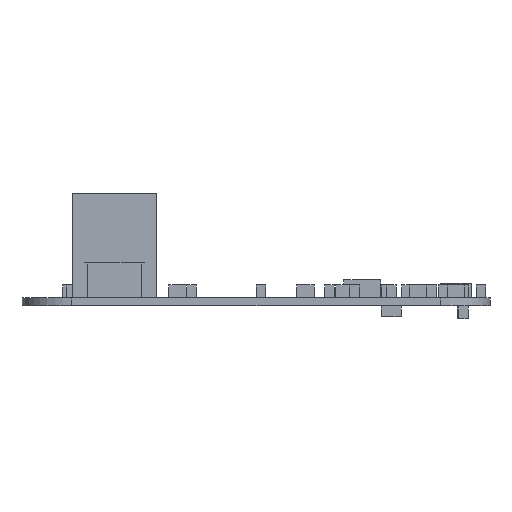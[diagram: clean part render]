
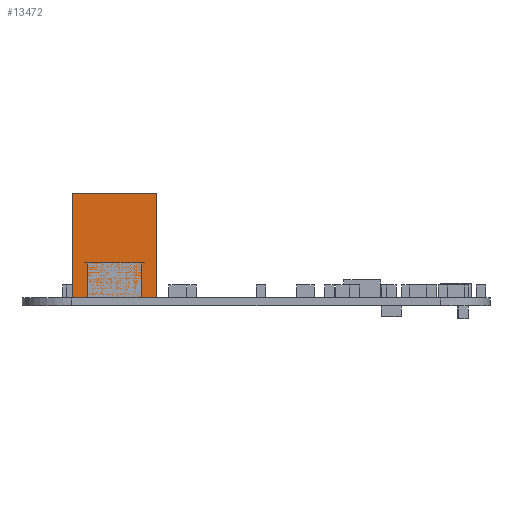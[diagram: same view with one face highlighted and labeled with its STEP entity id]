
A CAD part, left-side view. The second image highlights one B-rep face of the part: STEP entity #13472.
In plain terms, the highlighted planar face has unit normal (-1, 0, 0).
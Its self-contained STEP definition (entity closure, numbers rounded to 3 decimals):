
#13209 = EDGE_CURVE('',#13210,#13212,#13214,.T.);
#13210 = VERTEX_POINT('',#13211);
#13211 = CARTESIAN_POINT('',(-4.25,4.249,0.));
#13212 = VERTEX_POINT('',#13213);
#13213 = CARTESIAN_POINT('',(-4.25,4.249,10.5));
#13214 = SURFACE_CURVE('',#13215,(#13219,#13231),.PCURVE_S1.);
#13215 = LINE('',#13216,#13217);
#13216 = CARTESIAN_POINT('',(-4.25,4.249,0.));
#13217 = VECTOR('',#13218,1.);
#13218 = DIRECTION('',(0.,0.,1.));
#13219 = PCURVE('',#13220,#13225);
#13220 = PLANE('',#13221);
#13221 = AXIS2_PLACEMENT_3D('',#13222,#13223,#13224);
#13222 = CARTESIAN_POINT('',(-4.25,4.249,0.));
#13223 = DIRECTION('',(0.,1.,0.));
#13224 = DIRECTION('',(1.,0.,0.));
#13225 = DEFINITIONAL_REPRESENTATION('',(#13226),#13230);
#13226 = LINE('',#13227,#13228);
#13227 = CARTESIAN_POINT('',(0.,0.));
#13228 = VECTOR('',#13229,1.);
#13229 = DIRECTION('',(0.,-1.));
#13230 = ( GEOMETRIC_REPRESENTATION_CONTEXT(2) 
PARAMETRIC_REPRESENTATION_CONTEXT() REPRESENTATION_CONTEXT('2D SPACE',''
  ) );
#13231 = PCURVE('',#13232,#13237);
#13232 = PLANE('',#13233);
#13233 = AXIS2_PLACEMENT_3D('',#13234,#13235,#13236);
#13234 = CARTESIAN_POINT('',(-4.25,-4.249,0.));
#13235 = DIRECTION('',(-1.,0.,0.));
#13236 = DIRECTION('',(0.,1.,0.));
#13237 = DEFINITIONAL_REPRESENTATION('',(#13238),#13242);
#13238 = LINE('',#13239,#13240);
#13239 = CARTESIAN_POINT('',(8.497,0.));
#13240 = VECTOR('',#13241,1.);
#13241 = DIRECTION('',(0.,-1.));
#13242 = ( GEOMETRIC_REPRESENTATION_CONTEXT(2) 
PARAMETRIC_REPRESENTATION_CONTEXT() REPRESENTATION_CONTEXT('2D SPACE',''
  ) );
#13260 = PLANE('',#13261);
#13261 = AXIS2_PLACEMENT_3D('',#13262,#13263,#13264);
#13262 = CARTESIAN_POINT('',(-4.25,4.249,10.5));
#13263 = DIRECTION('',(0.,0.,1.));
#13264 = DIRECTION('',(1.,0.,0.));
#13314 = PLANE('',#13315);
#13315 = AXIS2_PLACEMENT_3D('',#13316,#13317,#13318);
#13316 = CARTESIAN_POINT('',(-4.25,4.249,0.));
#13317 = DIRECTION('',(0.,0.,1.));
#13318 = DIRECTION('',(1.,0.,0.));
#13369 = PLANE('',#13370);
#13370 = AXIS2_PLACEMENT_3D('',#13371,#13372,#13373);
#13371 = CARTESIAN_POINT('',(4.25,-4.249,0.));
#13372 = DIRECTION('',(0.,-1.,0.));
#13373 = DIRECTION('',(-1.,0.,0.));
#13407 = VERTEX_POINT('',#13408);
#13408 = CARTESIAN_POINT('',(-4.25,-4.249,10.5));
#13429 = EDGE_CURVE('',#13430,#13407,#13432,.T.);
#13430 = VERTEX_POINT('',#13431);
#13431 = CARTESIAN_POINT('',(-4.25,-4.249,0.));
#13432 = SURFACE_CURVE('',#13433,(#13437,#13444),.PCURVE_S1.);
#13433 = LINE('',#13434,#13435);
#13434 = CARTESIAN_POINT('',(-4.25,-4.249,0.));
#13435 = VECTOR('',#13436,1.);
#13436 = DIRECTION('',(0.,0.,1.));
#13437 = PCURVE('',#13369,#13438);
#13438 = DEFINITIONAL_REPRESENTATION('',(#13439),#13443);
#13439 = LINE('',#13440,#13441);
#13440 = CARTESIAN_POINT('',(8.5,0.));
#13441 = VECTOR('',#13442,1.);
#13442 = DIRECTION('',(0.,-1.));
#13443 = ( GEOMETRIC_REPRESENTATION_CONTEXT(2) 
PARAMETRIC_REPRESENTATION_CONTEXT() REPRESENTATION_CONTEXT('2D SPACE',''
  ) );
#13444 = PCURVE('',#13232,#13445);
#13445 = DEFINITIONAL_REPRESENTATION('',(#13446),#13450);
#13446 = LINE('',#13447,#13448);
#13447 = CARTESIAN_POINT('',(0.,0.));
#13448 = VECTOR('',#13449,1.);
#13449 = DIRECTION('',(0.,-1.));
#13450 = ( GEOMETRIC_REPRESENTATION_CONTEXT(2) 
PARAMETRIC_REPRESENTATION_CONTEXT() REPRESENTATION_CONTEXT('2D SPACE',''
  ) );
#13472 = ADVANCED_FACE('',(#13473),#13232,.T.);
#13473 = FACE_BOUND('',#13474,.T.);
#13474 = EDGE_LOOP('',(#13475,#13476,#13497,#13498));
#13475 = ORIENTED_EDGE('',*,*,#13429,.T.);
#13476 = ORIENTED_EDGE('',*,*,#13477,.T.);
#13477 = EDGE_CURVE('',#13407,#13212,#13478,.T.);
#13478 = SURFACE_CURVE('',#13479,(#13483,#13490),.PCURVE_S1.);
#13479 = LINE('',#13480,#13481);
#13480 = CARTESIAN_POINT('',(-4.25,-4.249,10.5));
#13481 = VECTOR('',#13482,1.);
#13482 = DIRECTION('',(0.,1.,0.));
#13483 = PCURVE('',#13232,#13484);
#13484 = DEFINITIONAL_REPRESENTATION('',(#13485),#13489);
#13485 = LINE('',#13486,#13487);
#13486 = CARTESIAN_POINT('',(0.,-10.5));
#13487 = VECTOR('',#13488,1.);
#13488 = DIRECTION('',(1.,0.));
#13489 = ( GEOMETRIC_REPRESENTATION_CONTEXT(2) 
PARAMETRIC_REPRESENTATION_CONTEXT() REPRESENTATION_CONTEXT('2D SPACE',''
  ) );
#13490 = PCURVE('',#13260,#13491);
#13491 = DEFINITIONAL_REPRESENTATION('',(#13492),#13496);
#13492 = LINE('',#13493,#13494);
#13493 = CARTESIAN_POINT('',(0.,-8.497));
#13494 = VECTOR('',#13495,1.);
#13495 = DIRECTION('',(0.,1.));
#13496 = ( GEOMETRIC_REPRESENTATION_CONTEXT(2) 
PARAMETRIC_REPRESENTATION_CONTEXT() REPRESENTATION_CONTEXT('2D SPACE',''
  ) );
#13497 = ORIENTED_EDGE('',*,*,#13209,.F.);
#13498 = ORIENTED_EDGE('',*,*,#13499,.F.);
#13499 = EDGE_CURVE('',#13430,#13210,#13500,.T.);
#13500 = SURFACE_CURVE('',#13501,(#13505,#13512),.PCURVE_S1.);
#13501 = LINE('',#13502,#13503);
#13502 = CARTESIAN_POINT('',(-4.25,-4.249,0.));
#13503 = VECTOR('',#13504,1.);
#13504 = DIRECTION('',(0.,1.,0.));
#13505 = PCURVE('',#13232,#13506);
#13506 = DEFINITIONAL_REPRESENTATION('',(#13507),#13511);
#13507 = LINE('',#13508,#13509);
#13508 = CARTESIAN_POINT('',(0.,0.));
#13509 = VECTOR('',#13510,1.);
#13510 = DIRECTION('',(1.,0.));
#13511 = ( GEOMETRIC_REPRESENTATION_CONTEXT(2) 
PARAMETRIC_REPRESENTATION_CONTEXT() REPRESENTATION_CONTEXT('2D SPACE',''
  ) );
#13512 = PCURVE('',#13314,#13513);
#13513 = DEFINITIONAL_REPRESENTATION('',(#13514),#13518);
#13514 = LINE('',#13515,#13516);
#13515 = CARTESIAN_POINT('',(0.,-8.497));
#13516 = VECTOR('',#13517,1.);
#13517 = DIRECTION('',(0.,1.));
#13518 = ( GEOMETRIC_REPRESENTATION_CONTEXT(2) 
PARAMETRIC_REPRESENTATION_CONTEXT() REPRESENTATION_CONTEXT('2D SPACE',''
  ) );
